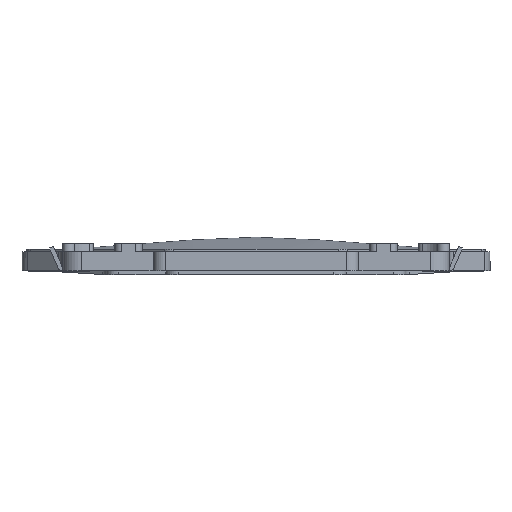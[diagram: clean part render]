
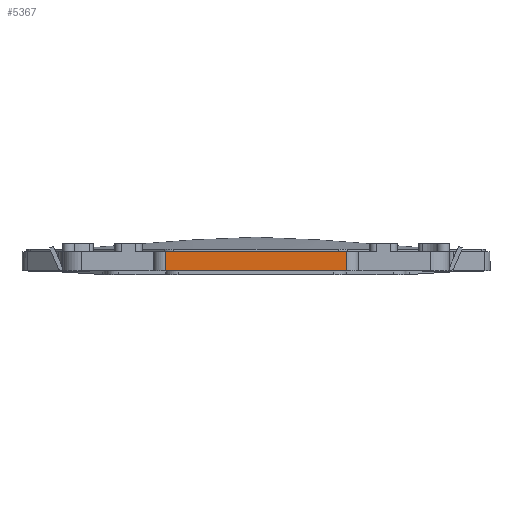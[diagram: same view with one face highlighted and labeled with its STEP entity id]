
A CAD part, front view. The second image highlights one B-rep face of the part: STEP entity #5367.
In plain terms, the highlighted planar face has unit normal (0, -1, 0).
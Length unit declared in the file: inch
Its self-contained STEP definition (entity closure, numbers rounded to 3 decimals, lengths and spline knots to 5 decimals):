
#168 = EDGE_CURVE ( 'NONE', #698, #5369, #4369, .T. ) ;
#367 = VERTEX_POINT ( 'NONE', #7797 ) ;
#392 = PLANE ( 'NONE',  #5712 ) ;
#482 = DIRECTION ( 'NONE',  ( 0., 0., 1. ) ) ;
#698 = VERTEX_POINT ( 'NONE', #5168 ) ;
#1083 = VERTEX_POINT ( 'NONE', #8626 ) ;
#1302 = EDGE_LOOP ( 'NONE', ( #2327, #4924, #5410, #3525 ) ) ;
#1567 = EDGE_CURVE ( 'NONE', #367, #1083, #7805, .T. ) ;
#1571 = LINE ( 'NONE', #8153, #8270 ) ;
#1822 = CARTESIAN_POINT ( 'NONE',  ( 0., -0.13829, 0.00236 ) ) ;
#2327 = ORIENTED_EDGE ( 'NONE', *, *, #168, .F. ) ;
#2514 = FACE_OUTER_BOUND ( 'NONE', #1302, .T. ) ;
#3525 = ORIENTED_EDGE ( 'NONE', *, *, #3597, .F. ) ;
#3597 = EDGE_CURVE ( 'NONE', #5369, #367, #1571, .T. ) ;
#3778 = CARTESIAN_POINT ( 'NONE',  ( 0.05723, -0.13829, 0.01457 ) ) ;
#3891 = EDGE_CURVE ( 'NONE', #1083, #698, #8489, .T. ) ;
#3911 = CARTESIAN_POINT ( 'NONE',  ( -0.05723, -0.13829, 0.01457 ) ) ;
#4169 = DIRECTION ( 'NONE',  ( 0., 0., -1. ) ) ;
#4172 = VECTOR ( 'NONE', #5170, 39.37008 ) ;
#4369 = LINE ( 'NONE', #5112, #4172 ) ;
#4475 = DIRECTION ( 'NONE',  ( 0., 1., 0. ) ) ;
#4924 = ORIENTED_EDGE ( 'NONE', *, *, #3891, .F. ) ;
#5112 = CARTESIAN_POINT ( 'NONE',  ( 0., -0.13829, 0.01457 ) ) ;
#5168 = CARTESIAN_POINT ( 'NONE',  ( -0.05723, -0.13829, 0.01457 ) ) ;
#5170 = DIRECTION ( 'NONE',  ( 1., 0., 0. ) ) ;
#5226 = DIRECTION ( 'NONE',  ( -1., 0., 0. ) ) ;
#5367 = ADVANCED_FACE ( 'NONE', ( #2514 ), #392, .F. ) ;
#5369 = VERTEX_POINT ( 'NONE', #3778 ) ;
#5410 = ORIENTED_EDGE ( 'NONE', *, *, #1567, .F. ) ;
#5669 = VECTOR ( 'NONE', #8549, 39.37008 ) ;
#5712 = AXIS2_PLACEMENT_3D ( 'NONE', #8452, #4475, #482 ) ;
#7612 = VECTOR ( 'NONE', #5226, 39.37008 ) ;
#7797 = CARTESIAN_POINT ( 'NONE',  ( 0.05723, -0.13829, 0.00236 ) ) ;
#7805 = LINE ( 'NONE', #1822, #7612 ) ;
#8153 = CARTESIAN_POINT ( 'NONE',  ( 0.05723, -0.13829, 0.01457 ) ) ;
#8270 = VECTOR ( 'NONE', #4169, 39.37008 ) ;
#8452 = CARTESIAN_POINT ( 'NONE',  ( 0., -0.13829, 0.01457 ) ) ;
#8489 = LINE ( 'NONE', #3911, #5669 ) ;
#8549 = DIRECTION ( 'NONE',  ( 0., 0., 1. ) ) ;
#8626 = CARTESIAN_POINT ( 'NONE',  ( -0.05723, -0.13829, 0.00236 ) ) ;
